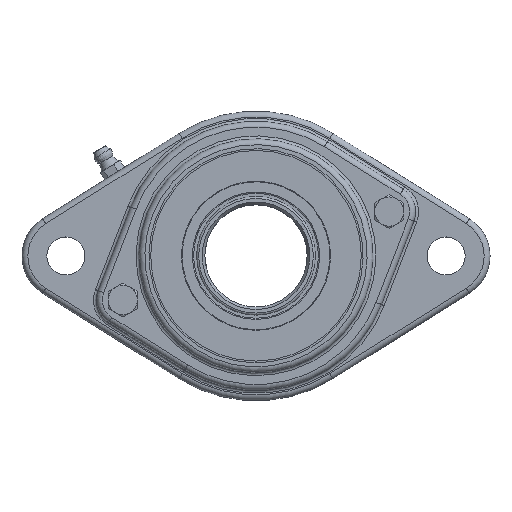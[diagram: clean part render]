
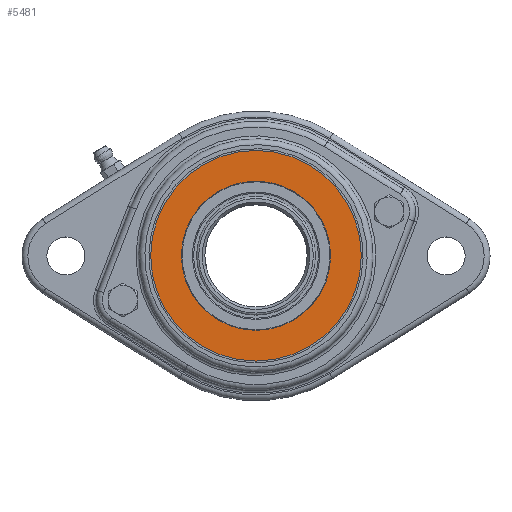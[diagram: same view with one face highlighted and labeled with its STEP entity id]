
A CAD part, top view. The second image highlights one B-rep face of the part: STEP entity #5481.
In plain terms, the highlighted planar face has unit normal (0, 0, 1).
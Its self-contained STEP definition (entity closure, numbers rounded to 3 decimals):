
#990=PLANE($,#6033);
#1152=FACE_BOUND($,#1957,.T.);
#1153=FACE_BOUND($,#1958,.T.);
#1957=EDGE_LOOP($,(#4489));
#1958=EDGE_LOOP($,(#4490));
#2410=CIRCLE($,#6029,25.5);
#2412=CIRCLE($,#6032,36.);
#2840=VERTEX_POINT($,#9593);
#2842=VERTEX_POINT($,#9598);
#3426=EDGE_CURVE($,#2840,#2840,#2410,.T.);
#3428=EDGE_CURVE($,#2842,#2842,#2412,.T.);
#4489=ORIENTED_EDGE($,*,*,#3426,.T.);
#4490=ORIENTED_EDGE($,*,*,#3428,.T.);
#5481=ADVANCED_FACE($,(#1152,#1153),#990,.T.);
#6029=AXIS2_PLACEMENT_3D($,#9594,#7217,#7218);
#6032=AXIS2_PLACEMENT_3D($,#9599,#7223,#7224);
#6033=AXIS2_PLACEMENT_3D($,#9600,#7225,#7226);
#7217=DIRECTION('center_axis',(0.,0.,
-1.));
#7218=DIRECTION('ref_axis',(-1.,0.,0.));
#7223=DIRECTION('center_axis',(0.,0.,
1.));
#7224=DIRECTION('ref_axis',(-1.,0.,0.));
#7225=DIRECTION('center_axis',(0.,0.,
1.));
#7226=DIRECTION('ref_axis',(-1.,0.,0.));
#9593=CARTESIAN_POINT('',(25.5,0.,35.2));
#9594=CARTESIAN_POINT('Origin',(0.,0.,
35.2));
#9598=CARTESIAN_POINT('',(36.,0.,35.2));
#9599=CARTESIAN_POINT('Origin',(0.,0.,
35.2));
#9600=CARTESIAN_POINT('Origin',(0.,0.,
35.2));
